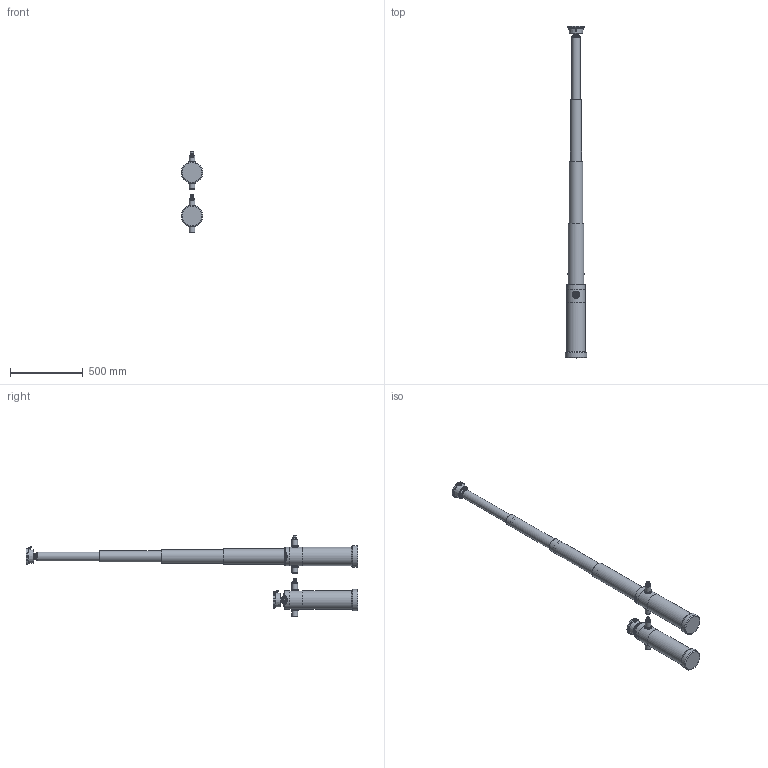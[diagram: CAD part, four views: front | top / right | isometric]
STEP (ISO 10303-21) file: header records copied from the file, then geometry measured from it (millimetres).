
FILE_DESCRIPTION(/* description */ ('Unknown'),/* implementation_level */ '2;1');
FILE_NAME(/* name */ '100-170-04-80_STP',/* time_stamp */ '2019-07-04T15:40:05+02:00',/* author */ ('Unknown'),/* organization */ ('Unknown'),/* preprocessor_version */ 'ST-DEVELOPER v16.7',/* originating_system */ 'DEX',/* authorisation */ $);
FILE_SCHEMA (('AUTOMOTIVE_DESIGN {1 0 10303 214 3 1 1}'));
Length unit declared in the file: millimetre
Products named in the file (17): 100-170-04-80_STP; R0126-30_oa_0; R0107-1000000_oa_1; R0091-0000000_oa_2; 1070551100; 1060750120; 5020750025; 5140601045; R0076-0000000_oa_3; R0061-000SF55_oa_4; R0126-30_oa_5; R0107-1000000_oa_6; R0091-0000000_oa_7; R0076-0000000_oa_8; R0061-000SF55_oa_9; 1001700480
Assembly tree (19 placements, depth 3):
  100-170-04-80_STP
    R0126-30_oa_0
    R0107-1000000_oa_1
    R0091-0000000_oa_2
    1070551100  x2
      1070551100
      1060750120
      5020750025
      5140601045
    R0076-0000000_oa_3
    R0061-000SF55_oa_4
    R0126-30_oa_5
    R0107-1000000_oa_6
    R0091-0000000_oa_7
    R0076-0000000_oa_8
    R0061-000SF55_oa_9
    1001700480  x2
Bounding box: 147 x 2287 x 559.79 mm (x, y, z)
Volume: 11807166.8 mm3; surface area: 2835934.3 mm2
Topology: 22 solids, 22 shells, 1052 faces, 2524 edges, 1654 vertices
Faces by surface type: plane 472, cylinder 214, bspline 190, torus 88, cone 82, sphere 6
Full cylindrical faces by diameter (mm): 2 x4, 3.2 x2, 4.917 x4, 6.6 x2, 11 x2, 12 x2, 16.5 x2, 18 x2, 18.85 x4, 19 x4, 20.955 x4, 22.85 x6, 23 x2, 33 x2, 40 x4, 49.5 x4, 61 x4, 61.5 x2, 65.5 x6, 74 x2, 75 x4, 76 x4, 76.5 x2, 78 x2, 81 x2, 81.5 x4, 91 x4, 91.5 x2, 95 x2, 95.5 x4
Entity records: 40169 total; most frequent: CARTESIAN_POINT 21023, ORIENTED_EDGE 3600, DIRECTION 3417, EDGE_CURVE 1800, AXIS2_PLACEMENT_3D 1395, VERTEX_POINT 1302, FACE_BOUND 1240, EDGE_LOOP 1238
